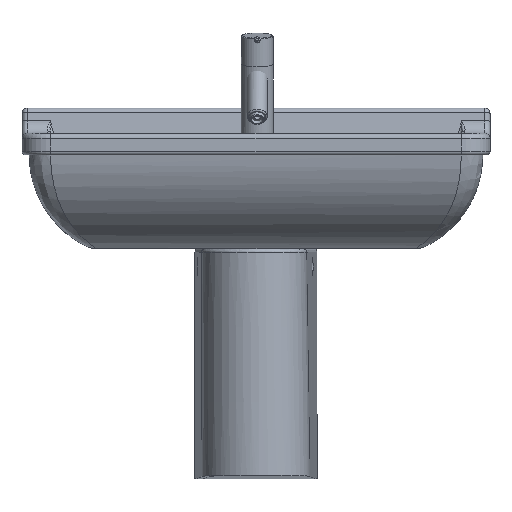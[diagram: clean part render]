
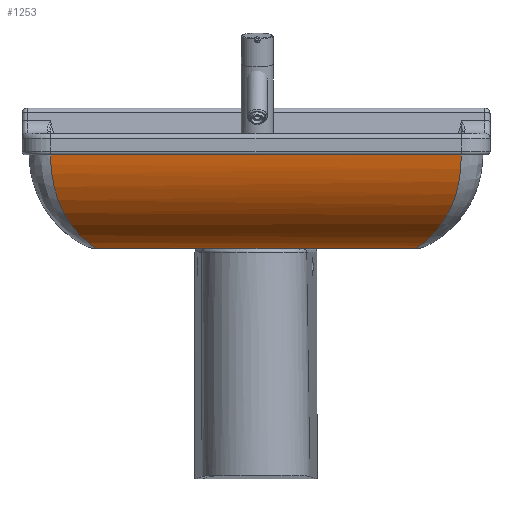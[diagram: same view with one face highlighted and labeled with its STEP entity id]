
A CAD part, front view. The second image highlights one B-rep face of the part: STEP entity #1253.
In plain terms, the highlighted cylindrical face has radius 152.328 mm (diameter 304.657 mm), a partial arc.
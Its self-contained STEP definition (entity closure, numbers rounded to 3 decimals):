
#480=CARTESIAN_POINT('',(-2.737,-446.523,150.001));
#481=VERTEX_POINT('',#480);
#495=CARTESIAN_POINT('',(567.135,-446.523,150.001));
#496=VERTEX_POINT('',#495);
#497=CARTESIAN_POINT('',(567.135,-446.523,150.001));
#498=DIRECTION('',(-1.0,0.0,0.0));
#499=VECTOR('',#498,569.871);
#500=LINE('',#497,#499);
#501=EDGE_CURVE('',#496,#481,#500,.T.);
#537=CARTESIAN_POINT('',(504.628,-329.553,20.763));
#538=VERTEX_POINT('',#537);
#572=CARTESIAN_POINT('',(59.77,-329.553,20.763));
#573=VERTEX_POINT('',#572);
#848=CARTESIAN_POINT('',(59.77,-329.553,20.763));
#849=CARTESIAN_POINT('',(58.144,-333.834,21.748));
#850=CARTESIAN_POINT('',(54.558,-342.132,24.044));
#851=CARTESIAN_POINT('',(47.977,-355.273,28.888));
#852=CARTESIAN_POINT('',(42.803,-364.602,33.382));
#853=CARTESIAN_POINT('',(39.372,-370.585,36.724));
#854=CARTESIAN_POINT('',(38.003,-372.956,38.09));
#855=CARTESIAN_POINT('',(32.867,-381.758,43.402));
#856=CARTESIAN_POINT('',(25.396,-394.082,52.513));
#857=CARTESIAN_POINT('',(18.547,-405.275,63.492));
#858=CARTESIAN_POINT('',(15.063,-411.011,69.985));
#859=CARTESIAN_POINT('',(11.69,-416.589,76.671));
#860=CARTESIAN_POINT('',(8.047,-422.708,85.166));
#861=CARTESIAN_POINT('',(4.047,-429.72,97.035));
#862=CARTESIAN_POINT('',(1.913,-433.68,105.069));
#863=CARTESIAN_POINT('',(0.533,-436.429,111.578));
#864=CARTESIAN_POINT('',(-0.306,-438.164,115.968));
#865=CARTESIAN_POINT('',(-1.208,-440.163,121.589));
#866=CARTESIAN_POINT('',(-2.032,-442.265,128.526));
#867=CARTESIAN_POINT('',(-2.761,-444.639,137.966));
#868=CARTESIAN_POINT('',(-2.868,-445.911,145.189));
#869=CARTESIAN_POINT('',(-2.737,-446.523,150.001));
#870=B_SPLINE_CURVE_WITH_KNOTS('',3,(#848,#849,#850,#851,#852,#853,#854,#855,#856,#857,#858,#859,#860,#861,#862,#863,#864,#865,#866,#867,#868,#869),.UNSPECIFIED.,.F.,.U.,(4,1,1,1,1,1,1,1,1,1,1,1,1,1,1,1,1,1,1,4),(-19.924,-18.759,-17.594,-16.041,-15.847,-15.653,-15.264,-12.935,-11.381,-10.993,-10.605,-9.051,-8.275,-7.11,-6.819,-6.527,-5.945,-5.363,-4.78,-3.615),.UNSPECIFIED.);
#871=EDGE_CURVE('',#573,#481,#870,.T.);
#882=CARTESIAN_POINT('',(504.628,-329.553,20.763));
#883=DIRECTION('',(-1.0,0.,0.));
#884=VECTOR('',#883,444.858);
#885=LINE('',#882,#884);
#886=EDGE_CURVE('',#538,#573,#885,.T.);
#1184=CARTESIAN_POINT('',(567.135,-446.523,150.001));
#1185=CARTESIAN_POINT('',(567.266,-445.911,145.189));
#1186=CARTESIAN_POINT('',(567.123,-444.216,135.557));
#1187=CARTESIAN_POINT('',(566.044,-441.18,124.621));
#1188=CARTESIAN_POINT('',(564.889,-438.568,117.086));
#1189=CARTESIAN_POINT('',(563.823,-436.318,111.192));
#1190=CARTESIAN_POINT('',(562.222,-433.182,104.007));
#1191=CARTESIAN_POINT('',(559.135,-427.528,92.951));
#1192=CARTESIAN_POINT('',(555.818,-421.82,83.944));
#1193=CARTESIAN_POINT('',(552.658,-416.522,76.79));
#1194=CARTESIAN_POINT('',(551.021,-413.8,73.328));
#1195=CARTESIAN_POINT('',(549.335,-411.011,69.985));
#1196=CARTESIAN_POINT('',(547.012,-407.187,65.656));
#1197=CARTESIAN_POINT('',(543.983,-402.223,60.499));
#1198=CARTESIAN_POINT('',(537.644,-391.84,50.856));
#1199=CARTESIAN_POINT('',(531.701,-382.039,43.61));
#1200=CARTESIAN_POINT('',(526.566,-373.25,38.265));
#1201=CARTESIAN_POINT('',(524.513,-369.702,36.204));
#1202=CARTESIAN_POINT('',(521.935,-365.174,33.754));
#1203=CARTESIAN_POINT('',(518.847,-359.601,31.026));
#1204=CARTESIAN_POINT('',(514.775,-351.988,27.677));
#1205=CARTESIAN_POINT('',(509.84,-342.132,24.044));
#1206=CARTESIAN_POINT('',(506.254,-333.834,21.748));
#1207=CARTESIAN_POINT('',(504.628,-329.553,20.763));
#1208=B_SPLINE_CURVE_WITH_KNOTS('',3,(#1184,#1185,#1186,#1187,#1188,#1189,#1190,#1191,#1192,#1193,#1194,#1195,#1196,#1197,#1198,#1199,#1200,#1201,#1202,#1203,#1204,#1205,#1206,#1207),.UNSPECIFIED.,.F.,.U.,(4,1,1,1,1,1,1,1,1,1,1,1,1,1,1,1,1,1,1,1,1,4),(-43.509,-42.345,-41.18,-40.791,-40.403,-39.626,-38.85,-37.296,-36.908,-36.52,-36.132,-35.743,-34.967,-34.19,-31.86,-31.569,-31.278,-30.695,-30.113,-29.53,-28.365,-27.2),.UNSPECIFIED.);
#1209=EDGE_CURVE('',#496,#538,#1208,.T.);
#1242=CARTESIAN_POINT('',(597.199,-295.411,169.216));
#1243=DIRECTION('',(-1.0,0.0,0.0));
#1244=DIRECTION('',(0.0,0.992,0.126));
#1245=AXIS2_PLACEMENT_3D('',#1242,#1243,#1244);
#1246=CYLINDRICAL_SURFACE('',#1245,152.329);
#1247=ORIENTED_EDGE('',*,*,#871,.F.);
#1248=ORIENTED_EDGE('',*,*,#886,.F.);
#1249=ORIENTED_EDGE('',*,*,#1209,.F.);
#1250=ORIENTED_EDGE('',*,*,#501,.T.);
#1251=EDGE_LOOP('',(#1247,#1248,#1249,#1250));
#1252=FACE_OUTER_BOUND('',#1251,.T.);
#1253=ADVANCED_FACE('',(#1252),#1246,.T.);
